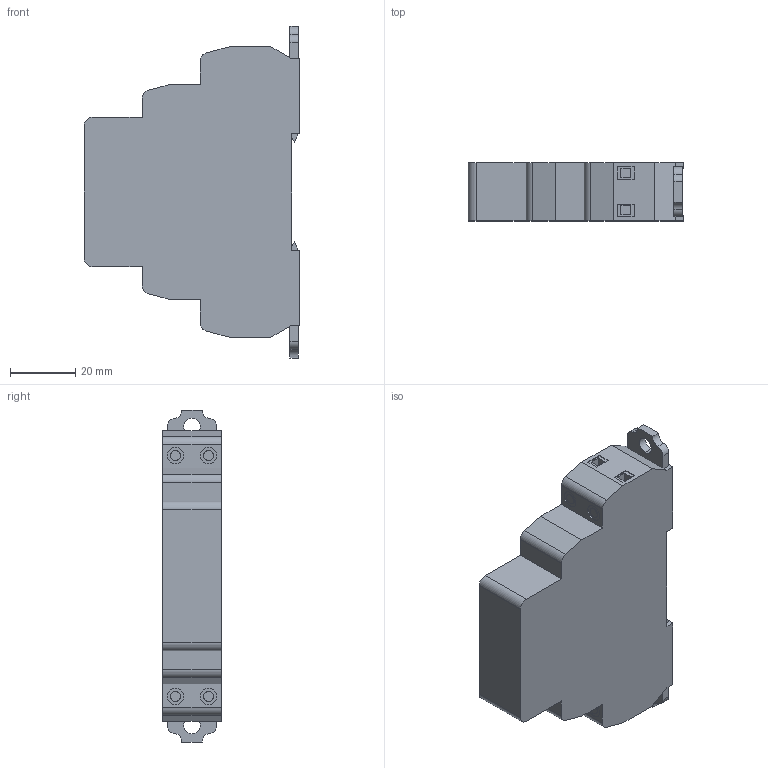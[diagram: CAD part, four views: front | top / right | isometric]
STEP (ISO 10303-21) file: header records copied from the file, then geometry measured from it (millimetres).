
FILE_DESCRIPTION(('starvars output'),'2;1');
FILE_NAME('cv20190909164531000021271.stp','16:45:31 2019/09/09',( 'Thomas Industrial Network Germany GmbH'),( 'Thomas Industrial Network Germany GmbH'),'unknown preprocess','ACIS' ,'unknown authorization');
FILE_SCHEMA(('AUTOMOTIVE_DESIGN_CC2 {UNKNOWN IMPLEMENTATION LEVEL}'));
Length unit declared in the file: millimetre
Products named in the file (1): PRODUCT_ID_1
Bounding box: 66.04 x 17.78 x 101.6 mm (x, y, z)
Volume: 80510.2 mm3; surface area: 15097.7 mm2
Topology: 1 solids, 1 shells, 136 faces, 350 edges, 232 vertices
Faces by surface type: plane 102, cylinder 34
Entity records: 5047 total; most frequent: ORIENTED_EDGE 700, CARTESIAN_POINT 668, DIRECTION 598, EDGE_CURVE 350, VECTOR 274, LINE 274, VERTEX_POINT 232, AXIS2_PLACEMENT_3D 162
